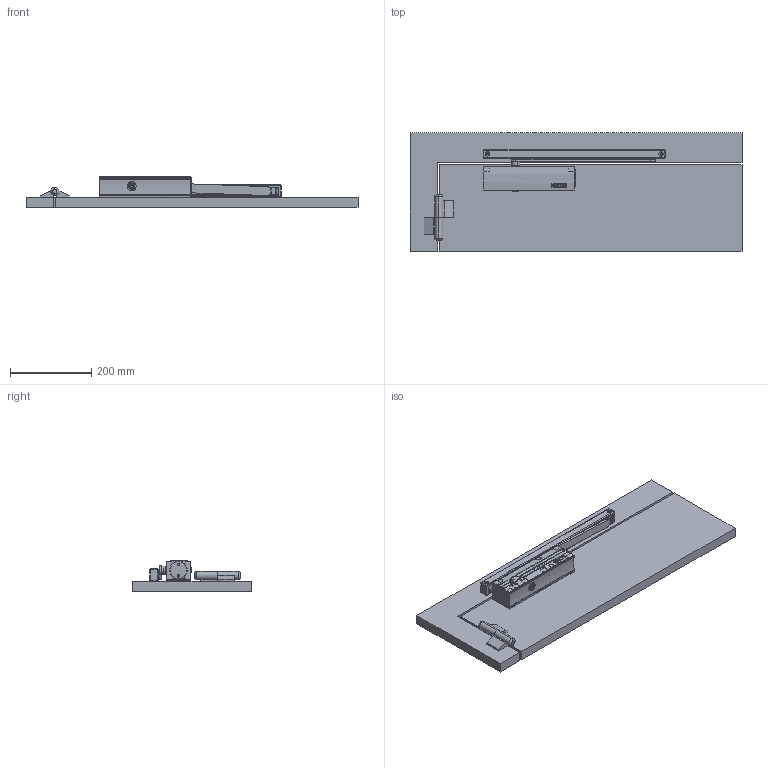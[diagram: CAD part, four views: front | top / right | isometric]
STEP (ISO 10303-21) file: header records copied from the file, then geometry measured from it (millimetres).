
FILE_DESCRIPTION(('CoCreate Modeling STEP Export'),'2;1');
FILE_NAME('TS3000-20522-K-001_M_Montageplatte.stp','2011-04-05T11:07:30',(''),(''),'CoCreate Modeling STEP processor for AP214 (Solid Model)','CoCreate Modeling 17.0B 09-Oct-2010 (C) Parametric Technology GmbH','');
FILE_SCHEMA(('AUTOMOTIVE_DESIGN { 1 0 10303 214 1 1 1 1 }'));
Length unit declared in the file: millimetre
Products named in the file (11): 20522-2-0331; 20521-2-0200.1; 20521-6-0930_02.1; 20520-2-0203.1; 20510-2-2036_EZ1.1.1; 20522-2-0370.1; TS3000V; Fluegel; Rahmen; 20522-K-001; TS3000V-20522-K-001
Assembly tree (10 placements, depth 3):
  TS3000V-20522-K-001
    20522-K-001
      Rahmen
      Fluegel
    TS3000V
      20522-2-0370.1
      20510-2-2036_EZ1.1.1
      20520-2-0203.1
      20521-6-0930_02.1
      20521-2-0200.1
    20522-2-0331
Bounding box: 819.5 x 291.4 x 76.43 mm (x, y, z)
Volume: 6645431.1 mm3; surface area: 804109.1 mm2
Topology: 8 solids, 9 shells, 4762 faces, 13231 edges, 8669 vertices
Faces by surface type: plane 3473, cylinder 671, bspline 221, extrusion 203, cone 98, torus 90, sphere 6
Entity records: 216022 total; most frequent: CARTESIAN_POINT 95975, ORIENTED_EDGE 26426, DIRECTION 22702, EDGE_CURVE 13213, VECTOR 8984, LINE 8781, VERTEX_POINT 8669, AXIS2_PLACEMENT_3D 6859
